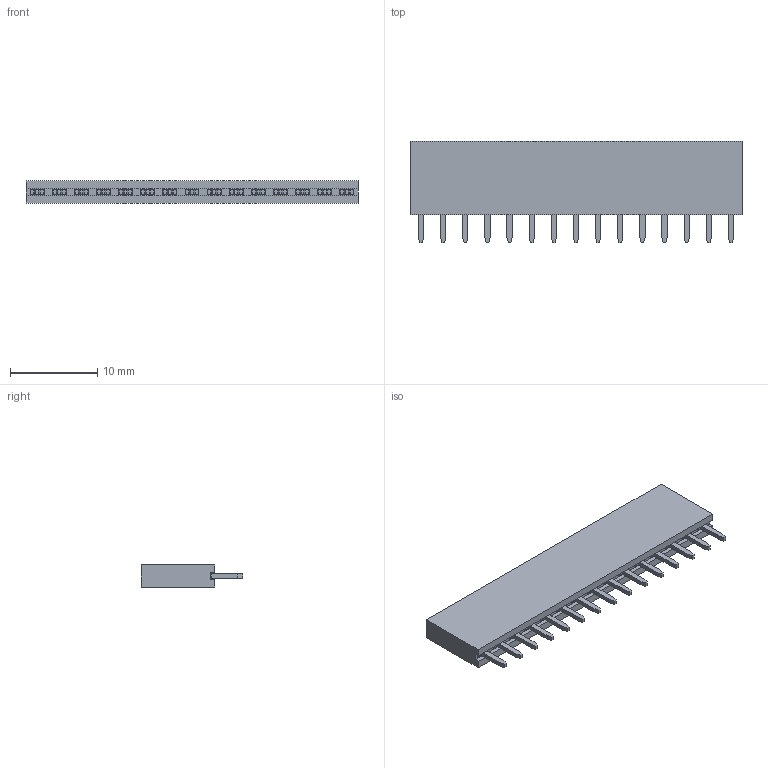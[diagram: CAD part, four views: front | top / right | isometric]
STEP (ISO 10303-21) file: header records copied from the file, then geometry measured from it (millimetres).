
FILE_DESCRIPTION((''),'2;1');
FILE_NAME('PBS-15.stp','2019-11-02T10:49:46',('Shuvalov'),(''),'Autodesk Inventor 2011','Autodesk Inventor 2011','');
FILE_SCHEMA(('CONFIG_CONTROL_DESIGN'));
Length unit declared in the file: millimetre
Products named in the file (1): PBS-15
Bounding box: 38.1 x 11.6 x 2.54 mm (x, y, z)
Volume: 746.5 mm3; surface area: 1411.1 mm2
Topology: 16 solids, 16 shells, 460 faces, 1134 edges, 736 vertices
Faces by surface type: plane 400, cylinder 60
Entity records: 13640 total; most frequent: CARTESIAN_POINT 2331, ORIENTED_EDGE 2268, DIRECTION 2176, EDGE_CURVE 1134, VECTOR 1014, LINE 1014, VERTEX_POINT 736, AXIS2_PLACEMENT_3D 581
